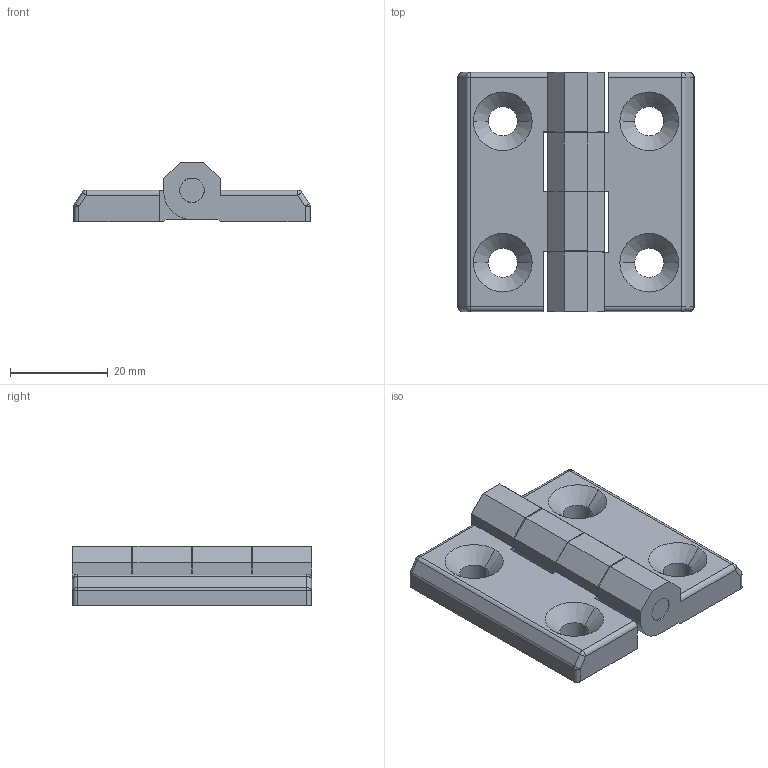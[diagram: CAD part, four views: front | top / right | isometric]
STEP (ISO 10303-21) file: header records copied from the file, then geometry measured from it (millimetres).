
FILE_DESCRIPTION (( 'STEP AP214' ), '1' );
FILE_NAME ('SNSD.30.51.09. Ïåòëÿ äâåðíàÿ ñòàëüíàÿ 3030(B55).STEP', '2014-12-15T08:58:06', ( 'XTreme.ws' ), ( 'XTreme.ws' ), 'SwSTEP 2.0', 'SolidWorks 2014', '' );
FILE_SCHEMA (( 'AUTOMOTIVE_DESIGN' ));
Length unit declared in the file: millimetre
Products named in the file (4): SNSD.30.50.96. ﾏ琿褻(B47)E07B48B54B55_00; SNSD.30.50.96. Ïåòëÿ äâåðíàÿ àëþìèíåâàÿ ìàëàÿ(B47)E07B48B54B55_00; SNSD.30.50.96. Ïåòëÿ äâåðíàÿ àëþìèíåâàÿ 3045(B47)E07B48B54B55_00; SNSD.30.51.09. Ïåòëÿ äâåðíàÿ ñòàëüíàÿ 3030(B55)
Assembly tree (3 placements, depth 2):
  SNSD.30.51.09. Ïåòëÿ äâåðíàÿ ñòàëüíàÿ 3030(B55)
    SNSD.30.50.96. Ïåòëÿ äâåðíàÿ àëþìèíåâàÿ 3045(B47)E07B48B54B55_00
    SNSD.30.50.96. Ïåòëÿ äâåðíàÿ àëþìèíåâàÿ ìàëàÿ(B47)E07B48B54B55_00
    SNSD.30.50.96. ﾏ琿褻(B47)E07B48B54B55_00
Bounding box: 48.39 x 49 x 12.29 mm (x, y, z)
Volume: 13475.7 mm3; surface area: 9622.9 mm2
Topology: 3 solids, 3 shells, 172 faces, 436 edges, 248 vertices
Faces by surface type: cylinder 70, plane 66, sphere 24, cone 8, torus 4
Entity records: 5122 total; most frequent: DIRECTION 928, CARTESIAN_POINT 838, ORIENTED_EDGE 824, EDGE_CURVE 412, AXIS2_PLACEMENT_3D 338, VECTOR 252, LINE 252, VERTEX_POINT 248
